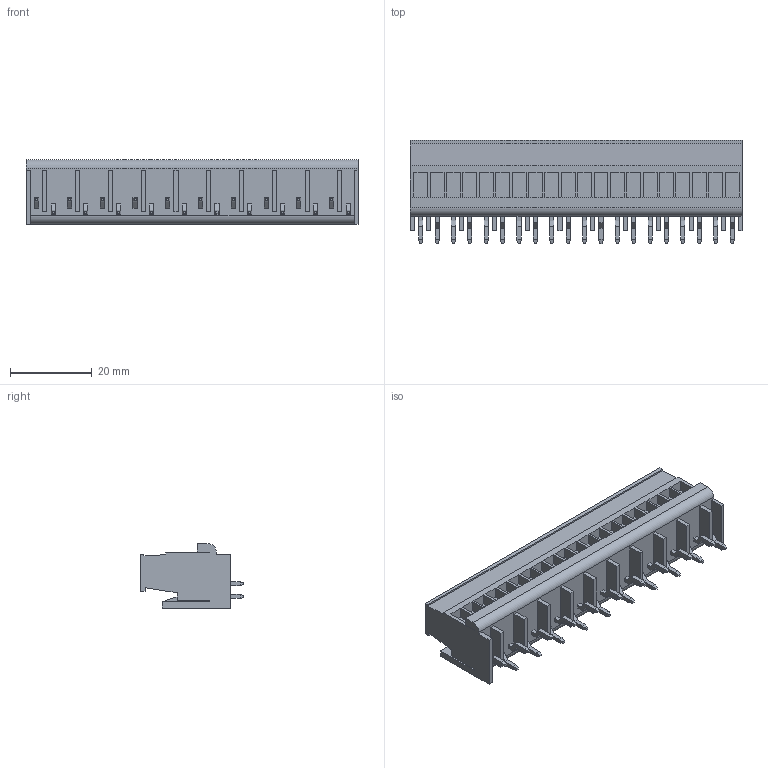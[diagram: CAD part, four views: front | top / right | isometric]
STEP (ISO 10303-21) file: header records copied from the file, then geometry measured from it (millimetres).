
FILE_DESCRIPTION(('CATIA V5 STEP Exchange','CAx-IF Rec.Pracs.--- Model Styling and Organization---1.4--- 2014-01-23'),'2;1');
FILE_NAME ('D1535795_0_2761140000_2761140000.stp','2022-05-19T05:46:34+00:00',('none'),('Weidmueller'),'CATIA Version 5-6 Release 2016 SP3 HF44','CATIA V5 STEP AP214','none');
FILE_SCHEMA(('AUTOMOTIVE_DESIGN { 1 0 10303 214 1 1 1 1 }'));
Length unit declared in the file: millimetre
Products named in the file (1): 2761140000
Bounding box: 81.03 x 25.24 x 15.7 mm (x, y, z)
Volume: 16769 mm3; surface area: 11366.3 mm2
Topology: 21 solids, 21 shells, 530 faces, 1315 edges, 876 vertices
Faces by surface type: plane 488, cylinder 42
Entity records: 14666 total; most frequent: ORIENTED_EDGE 2630, CARTESIAN_POINT 2576, DIRECTION 2083, EDGE_CURVE 1315, VECTOR 1231, LINE 1231, VERTEX_POINT 876, EDGE_LOOP 581
